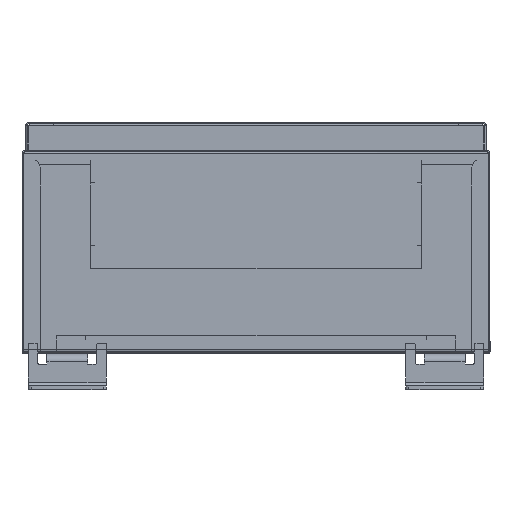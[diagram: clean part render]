
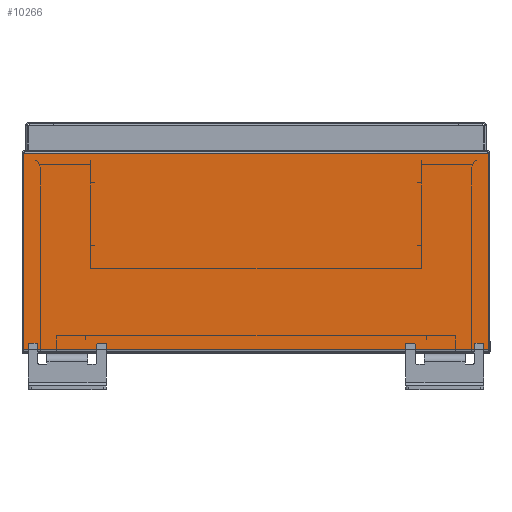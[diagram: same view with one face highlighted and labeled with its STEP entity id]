
A CAD part, left-side view. The second image highlights one B-rep face of the part: STEP entity #10266.
In plain terms, the highlighted planar face has unit normal (-1, 0, 0).
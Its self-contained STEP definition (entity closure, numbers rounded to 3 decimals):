
#243 = CARTESIAN_POINT ( 'NONE',  ( -300., 150., 1. ) ) ;
#622 = VERTEX_POINT ( 'NONE', #15510 ) ;
#1194 = CARTESIAN_POINT ( 'NONE',  ( -300., 150., 127. ) ) ;
#1572 = VECTOR ( 'NONE', #19013, 1000. ) ;
#1902 = EDGE_CURVE ( 'NONE', #6143, #622, #2404, .T. ) ;
#2404 = LINE ( 'NONE', #14905, #1572 ) ;
#4221 = ORIENTED_EDGE ( 'NONE', *, *, #10021, .T. ) ;
#4338 = VERTEX_POINT ( 'NONE', #8065 ) ;
#5121 = VERTEX_POINT ( 'NONE', #25992 ) ;
#5797 = CARTESIAN_POINT ( 'NONE',  ( -300., -150., 0. ) ) ;
#6143 = VERTEX_POINT ( 'NONE', #1194 ) ;
#6302 = EDGE_CURVE ( 'NONE', #5121, #6143, #24917, .T. ) ;
#6670 = VECTOR ( 'NONE', #11010, 1000. ) ;
#7870 = CARTESIAN_POINT ( 'NONE',  ( -300., -150., 127. ) ) ;
#8065 = CARTESIAN_POINT ( 'NONE',  ( -300., -150., 1. ) ) ;
#8567 = LINE ( 'NONE', #243, #6670 ) ;
#9443 = DIRECTION ( 'NONE',  ( 1., 0., 0. ) ) ;
#9651 = AXIS2_PLACEMENT_3D ( 'NONE', #13248, #9443, #11207 ) ;
#10021 = EDGE_CURVE ( 'NONE', #4338, #5121, #26502, .T. ) ;
#10266 = ADVANCED_FACE ( 'NONE', ( #25668 ), #21309, .F. ) ;
#11010 = DIRECTION ( 'NONE',  ( 0., 1., 0. ) ) ;
#11207 = DIRECTION ( 'NONE',  ( 0., 0., -1. ) ) ;
#13056 = ORIENTED_EDGE ( 'NONE', *, *, #18371, .F. ) ;
#13248 = CARTESIAN_POINT ( 'NONE',  ( -300., 0., 0. ) ) ;
#14815 = VECTOR ( 'NONE', #26787, 1000. ) ;
#14905 = CARTESIAN_POINT ( 'NONE',  ( -300., 150., 0. ) ) ;
#15510 = CARTESIAN_POINT ( 'NONE',  ( -300., 150., 1. ) ) ;
#16167 = DIRECTION ( 'NONE',  ( 0., 1., 0. ) ) ;
#18371 = EDGE_CURVE ( 'NONE', #4338, #622, #8567, .T. ) ;
#18914 = VECTOR ( 'NONE', #16167, 1000. ) ;
#19013 = DIRECTION ( 'NONE',  ( 0., 0., -1. ) ) ;
#20520 = ORIENTED_EDGE ( 'NONE', *, *, #6302, .T. ) ;
#20540 = EDGE_LOOP ( 'NONE', ( #20520, #21527, #13056, #4221 ) ) ;
#21309 = PLANE ( 'NONE',  #9651 ) ;
#21527 = ORIENTED_EDGE ( 'NONE', *, *, #1902, .T. ) ;
#24917 = LINE ( 'NONE', #7870, #18914 ) ;
#25668 = FACE_OUTER_BOUND ( 'NONE', #20540, .T. ) ;
#25992 = CARTESIAN_POINT ( 'NONE',  ( -300., -150., 127. ) ) ;
#26502 = LINE ( 'NONE', #5797, #14815 ) ;
#26787 = DIRECTION ( 'NONE',  ( 0., 0., 1. ) ) ;
